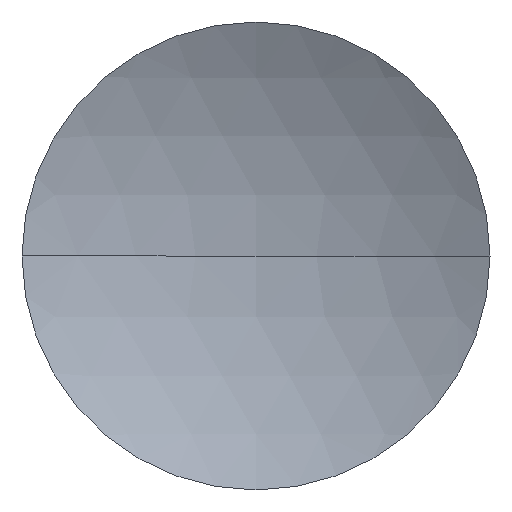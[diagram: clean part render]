
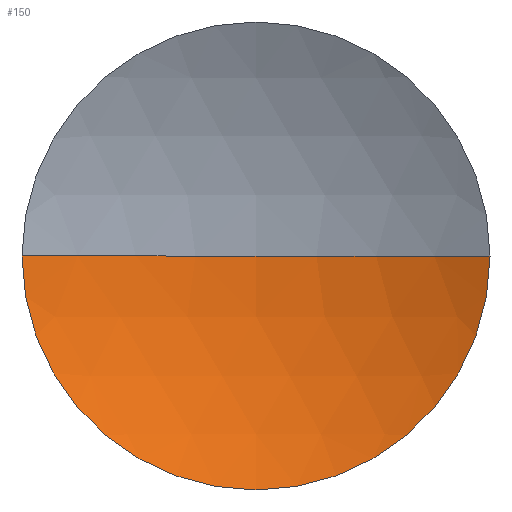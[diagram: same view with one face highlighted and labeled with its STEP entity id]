
A CAD part, front view. The second image highlights one B-rep face of the part: STEP entity #150.
In plain terms, the highlighted spherical face has radius 53.644 mm.
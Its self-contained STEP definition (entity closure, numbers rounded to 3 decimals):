
#2 = CARTESIAN_POINT ( 'NONE',  ( -36.562, 0., 0. ) ) ;
#3 = CARTESIAN_POINT ( 'NONE',  ( 11.738, 0., 0. ) ) ;
#5 = CARTESIAN_POINT ( 'NONE',  ( -12.412, -47.9, 0. ) ) ;
#6 = CARTESIAN_POINT ( 'NONE',  ( -12.412, -47.9, 0. ) ) ;
#24 = VERTEX_POINT ( 'NONE', #206 ) ;
#25 = FACE_OUTER_BOUND ( 'NONE', #225, .T. ) ;
#32 = DIRECTION ( 'NONE',  ( 0., 0., -1. ) ) ;
#43 = DIRECTION ( 'NONE',  ( 0., 0., -1. ) ) ;
#52 = AXIS2_PLACEMENT_3D ( 'NONE', #174, #108, #190 ) ;
#57 = AXIS2_PLACEMENT_3D ( 'NONE', #86, #82, #43 ) ;
#58 = CIRCLE ( 'NONE', #88, 53.644 ) ;
#65 = VERTEX_POINT ( 'NONE', #3 ) ;
#70 = DIRECTION ( 'NONE',  ( 0., 0., 1. ) ) ;
#80 = AXIS2_PLACEMENT_3D ( 'NONE', #109, #250, #212 ) ;
#82 = DIRECTION ( 'NONE',  ( 0., -1., 0. ) ) ;
#86 = CARTESIAN_POINT ( 'NONE',  ( -12.412, 0., 0. ) ) ;
#87 = SPHERICAL_SURFACE ( 'NONE', #52, 53.644 ) ;
#88 = AXIS2_PLACEMENT_3D ( 'NONE', #5, #70, #148 ) ;
#92 = EDGE_CURVE ( 'NONE', #96, #24, #157, .T. ) ;
#93 = DIRECTION ( 'NONE',  ( -1., 0., 0. ) ) ;
#96 = VERTEX_POINT ( 'NONE', #2 ) ;
#108 = DIRECTION ( 'NONE',  ( 0., 0., 1. ) ) ;
#109 = CARTESIAN_POINT ( 'NONE',  ( -12.412, 0., 0. ) ) ;
#114 = ORIENTED_EDGE ( 'NONE', *, *, #216, .F. ) ;
#116 = VERTEX_POINT ( 'NONE', #242 ) ;
#117 = ORIENTED_EDGE ( 'NONE', *, *, #253, .T. ) ;
#127 = CIRCLE ( 'NONE', #80, 24.15 ) ;
#141 = AXIS2_PLACEMENT_3D ( 'NONE', #6, #32, #93 ) ;
#148 = DIRECTION ( 'NONE',  ( 1., 0., 0. ) ) ;
#150 = ADVANCED_FACE ( 'NONE', ( #25 ), #87, .F. ) ;
#157 = CIRCLE ( 'NONE', #57, 24.15 ) ;
#174 = CARTESIAN_POINT ( 'NONE',  ( -12.412, -47.9, 0. ) ) ;
#188 = EDGE_CURVE ( 'NONE', #24, #65, #127, .T. ) ;
#190 = DIRECTION ( 'NONE',  ( 1., 0., 0. ) ) ;
#198 = ORIENTED_EDGE ( 'NONE', *, *, #92, .T. ) ;
#206 = CARTESIAN_POINT ( 'NONE',  ( -12.412, 0., -24.15 ) ) ;
#211 = ORIENTED_EDGE ( 'NONE', *, *, #188, .T. ) ;
#212 = DIRECTION ( 'NONE',  ( 0., 0., -1. ) ) ;
#216 = EDGE_CURVE ( 'NONE', #116, #65, #228, .T. ) ;
#225 = EDGE_LOOP ( 'NONE', ( #114, #117, #198, #211 ) ) ;
#228 = CIRCLE ( 'NONE', #141, 53.644 ) ;
#242 = CARTESIAN_POINT ( 'NONE',  ( -12.412, 5.744, 0. ) ) ;
#250 = DIRECTION ( 'NONE',  ( 0., -1., 0. ) ) ;
#253 = EDGE_CURVE ( 'NONE', #116, #96, #58, .T. ) ;
